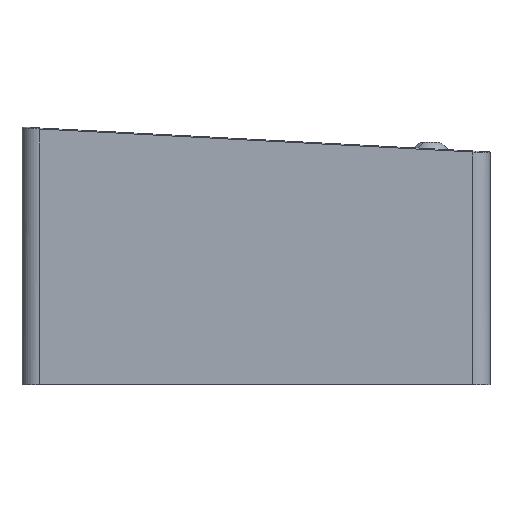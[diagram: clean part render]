
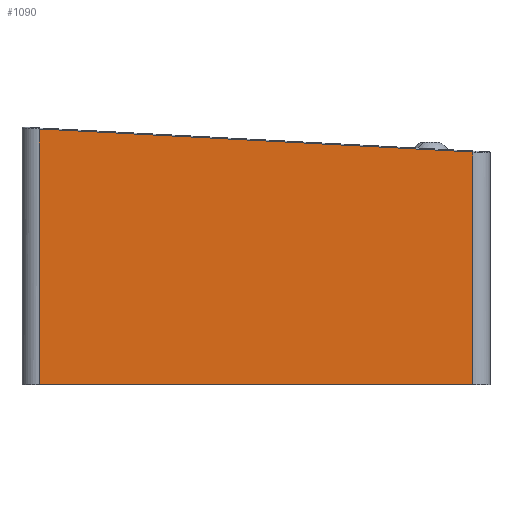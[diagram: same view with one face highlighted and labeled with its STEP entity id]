
A CAD part, left-side view. The second image highlights one B-rep face of the part: STEP entity #1090.
In plain terms, the highlighted planar face has unit normal (-1, 0, 0).
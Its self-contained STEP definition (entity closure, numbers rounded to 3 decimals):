
#76 = CARTESIAN_POINT ( 'NONE',  ( -19.15, 43.5, -3.074 ) ) ;
#150 = EDGE_CURVE ( 'NONE', #11743, #9964, #3757, .T. ) ;
#264 = CARTESIAN_POINT ( 'NONE',  ( -19.15, 43.5, 49.926 ) ) ;
#660 = DIRECTION ( 'NONE',  ( 0., 1., 0. ) ) ;
#770 = ORIENTED_EDGE ( 'NONE', *, *, #6451, .T. ) ;
#1090 = ADVANCED_FACE ( 'NONE', ( #8077 ), #11990, .F. ) ;
#1981 = EDGE_LOOP ( 'NONE', ( #6521, #9987, #770, #11045 ) ) ;
#2024 = VECTOR ( 'NONE', #9937, 1000. ) ;
#2057 = CARTESIAN_POINT ( 'NONE',  ( -19.15, 43.5, 49.926 ) ) ;
#2980 = EDGE_CURVE ( 'NONE', #9931, #10893, #3891, .T. ) ;
#3003 = CARTESIAN_POINT ( 'NONE',  ( -19.15, -43.5, 49.926 ) ) ;
#3757 = LINE ( 'NONE', #11463, #9785 ) ;
#3891 = LINE ( 'NONE', #76, #6199 ) ;
#4213 = LINE ( 'NONE', #264, #7787 ) ;
#4251 = AXIS2_PLACEMENT_3D ( 'NONE', #2057, #11475, #660 ) ;
#4858 = DIRECTION ( 'NONE',  ( 0., -1., 0. ) ) ;
#5305 = CARTESIAN_POINT ( 'NONE',  ( -19.15, -43.5, 43.712 ) ) ;
#6199 = VECTOR ( 'NONE', #4858, 1000. ) ;
#6451 = EDGE_CURVE ( 'NONE', #9964, #9931, #4213, .T. ) ;
#6521 = ORIENTED_EDGE ( 'NONE', *, *, #7190, .F. ) ;
#7017 = CARTESIAN_POINT ( 'NONE',  ( -19.15, 43.5, 48.34 ) ) ;
#7190 = EDGE_CURVE ( 'NONE', #11743, #10893, #10909, .T. ) ;
#7787 = VECTOR ( 'NONE', #8062, 1000. ) ;
#7925 = CARTESIAN_POINT ( 'NONE',  ( -19.15, 43.5, -3.074 ) ) ;
#8062 = DIRECTION ( 'NONE',  ( 0., 0., -1. ) ) ;
#8077 = FACE_OUTER_BOUND ( 'NONE', #1981, .T. ) ;
#8701 = CARTESIAN_POINT ( 'NONE',  ( -19.15, -43.5, -3.074 ) ) ;
#9785 = VECTOR ( 'NONE', #10551, 1000. ) ;
#9931 = VERTEX_POINT ( 'NONE', #7925 ) ;
#9937 = DIRECTION ( 'NONE',  ( 0., 0., -1. ) ) ;
#9964 = VERTEX_POINT ( 'NONE', #7017 ) ;
#9987 = ORIENTED_EDGE ( 'NONE', *, *, #150, .T. ) ;
#10551 = DIRECTION ( 'NONE',  ( 0., 0.999, 0.053 ) ) ;
#10893 = VERTEX_POINT ( 'NONE', #8701 ) ;
#10909 = LINE ( 'NONE', #3003, #2024 ) ;
#11045 = ORIENTED_EDGE ( 'NONE', *, *, #2980, .T. ) ;
#11463 = CARTESIAN_POINT ( 'NONE',  ( -19.15, 43.511, 48.34 ) ) ;
#11475 = DIRECTION ( 'NONE',  ( 1., 0., 0. ) ) ;
#11743 = VERTEX_POINT ( 'NONE', #5305 ) ;
#11990 = PLANE ( 'NONE',  #4251 ) ;
